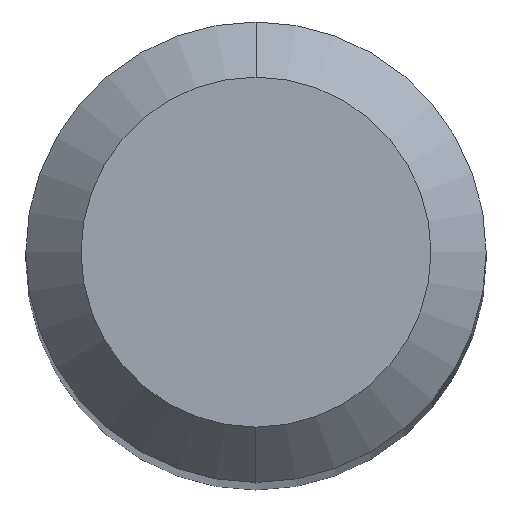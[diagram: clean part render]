
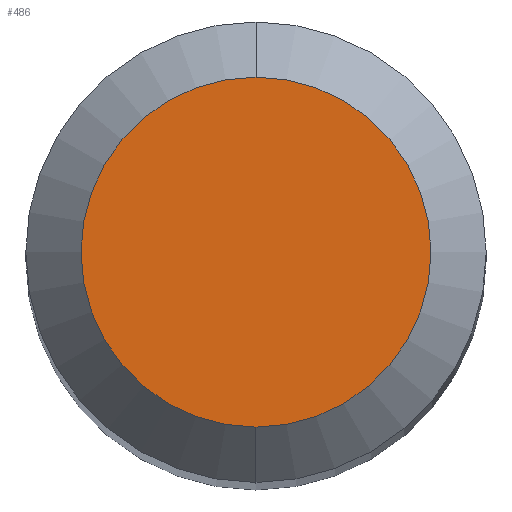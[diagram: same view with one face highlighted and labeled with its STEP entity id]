
A CAD part, top view. The second image highlights one B-rep face of the part: STEP entity #486.
In plain terms, the highlighted planar face has unit normal (0, 0, 1).
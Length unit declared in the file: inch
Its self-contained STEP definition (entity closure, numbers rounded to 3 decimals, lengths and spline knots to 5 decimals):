
#33 = AXIS2_PLACEMENT_3D ( 'NONE', #250, #369, #78 ) ;
#49 = CARTESIAN_POINT ( 'NONE',  ( 0., 0.0475, 0. ) ) ;
#63 = DIRECTION ( 'NONE',  ( 0., 0., 1. ) ) ;
#64 = VERTEX_POINT ( 'NONE', #504 ) ;
#78 = DIRECTION ( 'NONE',  ( 0., -1., 0. ) ) ;
#125 = EDGE_CURVE ( 'NONE', #64, #471, #508, .T. ) ;
#131 = PLANE ( 'NONE',  #334 ) ;
#210 = DIRECTION ( 'NONE',  ( 0., 1., 0. ) ) ;
#250 = CARTESIAN_POINT ( 'NONE',  ( 0., 0., 0. ) ) ;
#258 = AXIS2_PLACEMENT_3D ( 'NONE', #349, #63, #506 ) ;
#295 = EDGE_CURVE ( 'NONE', #471, #64, #313, .T. ) ;
#313 = CIRCLE ( 'NONE', #33, 0.0475 ) ;
#316 = ORIENTED_EDGE ( 'NONE', *, *, #295, .T. ) ;
#328 = CARTESIAN_POINT ( 'NONE',  ( 0., -0.0475, 0. ) ) ;
#334 = AXIS2_PLACEMENT_3D ( 'NONE', #49, #408, #210 ) ;
#349 = CARTESIAN_POINT ( 'NONE',  ( 0., 0., 0. ) ) ;
#358 = ORIENTED_EDGE ( 'NONE', *, *, #125, .T. ) ;
#369 = DIRECTION ( 'NONE',  ( 0., 0., 1. ) ) ;
#408 = DIRECTION ( 'NONE',  ( 0., 0., -1. ) ) ;
#412 = FACE_OUTER_BOUND ( 'NONE', #434, .T. ) ;
#434 = EDGE_LOOP ( 'NONE', ( #358, #316 ) ) ;
#471 = VERTEX_POINT ( 'NONE', #328 ) ;
#486 = ADVANCED_FACE ( 'NONE', ( #412 ), #131, .F. ) ;
#504 = CARTESIAN_POINT ( 'NONE',  ( 0., 0.0475, 0. ) ) ;
#506 = DIRECTION ( 'NONE',  ( 0., -1., 0. ) ) ;
#508 = CIRCLE ( 'NONE', #258, 0.0475 ) ;
